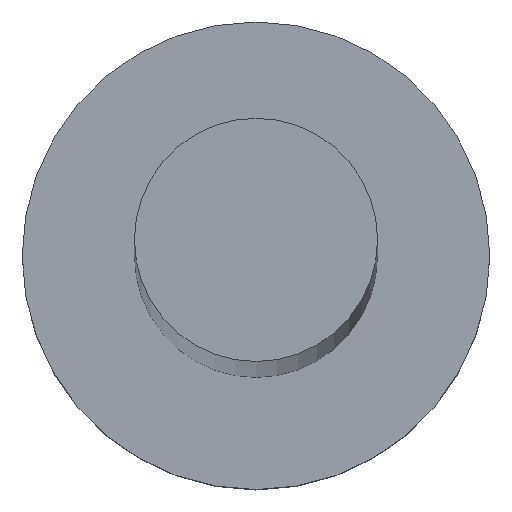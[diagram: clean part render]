
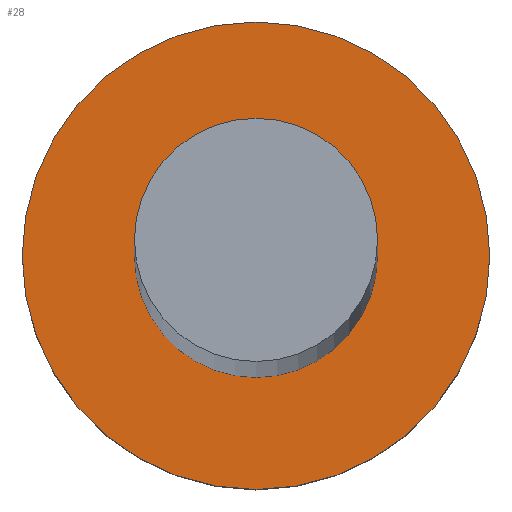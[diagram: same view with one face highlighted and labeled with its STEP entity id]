
A CAD part, top view. The second image highlights one B-rep face of the part: STEP entity #28.
In plain terms, the highlighted planar face has unit normal (0, 0, 1).
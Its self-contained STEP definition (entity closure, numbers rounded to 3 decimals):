
#1 = CIRCLE ( 'NONE', #102, 5. ) ;
#10 = DIRECTION ( 'NONE',  ( 0., 0., 1. ) ) ;
#14 = CARTESIAN_POINT ( 'NONE',  ( 0., 0., 5. ) ) ;
#15 = EDGE_CURVE ( 'NONE', #62, #95, #82, .T. ) ;
#17 = DIRECTION ( 'NONE',  ( 1., 0., 0. ) ) ;
#28 = ADVANCED_FACE ( 'NONE', ( #192, #193 ), #252, .T. ) ;
#36 = DIRECTION ( 'NONE',  ( 0., 0., 1. ) ) ;
#42 = EDGE_CURVE ( 'NONE', #48, #149, #63, .T. ) ;
#48 = VERTEX_POINT ( 'NONE', #169 ) ;
#51 = EDGE_CURVE ( 'NONE', #149, #48, #1, .T. ) ;
#62 = VERTEX_POINT ( 'NONE', #151 ) ;
#63 = CIRCLE ( 'NONE', #183, 5. ) ;
#64 = CARTESIAN_POINT ( 'NONE',  ( 0., 0., 5. ) ) ;
#68 = CARTESIAN_POINT ( 'NONE',  ( 0., 0., 5. ) ) ;
#75 = CARTESIAN_POINT ( 'NONE',  ( 0., 0., 5. ) ) ;
#82 = CIRCLE ( 'NONE', #111, 2.6 ) ;
#83 = AXIS2_PLACEMENT_3D ( 'NONE', #122, #150, #17 ) ;
#88 = DIRECTION ( 'NONE',  ( 1., 0., 0. ) ) ;
#95 = VERTEX_POINT ( 'NONE', #233 ) ;
#102 = AXIS2_PLACEMENT_3D ( 'NONE', #68, #116, #171 ) ;
#107 = ORIENTED_EDGE ( 'NONE', *, *, #190, .F. ) ;
#111 = AXIS2_PLACEMENT_3D ( 'NONE', #14, #36, #112 ) ;
#112 = DIRECTION ( 'NONE',  ( 1., 0., 0. ) ) ;
#116 = DIRECTION ( 'NONE',  ( 0., 0., 1. ) ) ;
#122 = CARTESIAN_POINT ( 'NONE',  ( 0., 0., 5. ) ) ;
#123 = AXIS2_PLACEMENT_3D ( 'NONE', #64, #10, #180 ) ;
#129 = CIRCLE ( 'NONE', #83, 2.6 ) ;
#149 = VERTEX_POINT ( 'NONE', #198 ) ;
#150 = DIRECTION ( 'NONE',  ( 0., 0., 1. ) ) ;
#151 = CARTESIAN_POINT ( 'NONE',  ( -2.6, 0., 5. ) ) ;
#154 = DIRECTION ( 'NONE',  ( 0., 0., 1. ) ) ;
#169 = CARTESIAN_POINT ( 'NONE',  ( -5., 0., 5. ) ) ;
#171 = DIRECTION ( 'NONE',  ( 1., 0., 0. ) ) ;
#172 = EDGE_LOOP ( 'NONE', ( #249, #203 ) ) ;
#174 = ORIENTED_EDGE ( 'NONE', *, *, #15, .F. ) ;
#180 = DIRECTION ( 'NONE',  ( 1., 0., 0. ) ) ;
#183 = AXIS2_PLACEMENT_3D ( 'NONE', #75, #154, #88 ) ;
#190 = EDGE_CURVE ( 'NONE', #95, #62, #129, .T. ) ;
#192 = FACE_BOUND ( 'NONE', #248, .T. ) ;
#193 = FACE_OUTER_BOUND ( 'NONE', #172, .T. ) ;
#198 = CARTESIAN_POINT ( 'NONE',  ( 5., 0., 5. ) ) ;
#203 = ORIENTED_EDGE ( 'NONE', *, *, #51, .T. ) ;
#233 = CARTESIAN_POINT ( 'NONE',  ( 2.6, 0., 5. ) ) ;
#248 = EDGE_LOOP ( 'NONE', ( #174, #107 ) ) ;
#249 = ORIENTED_EDGE ( 'NONE', *, *, #42, .T. ) ;
#252 = PLANE ( 'NONE',  #123 ) ;
